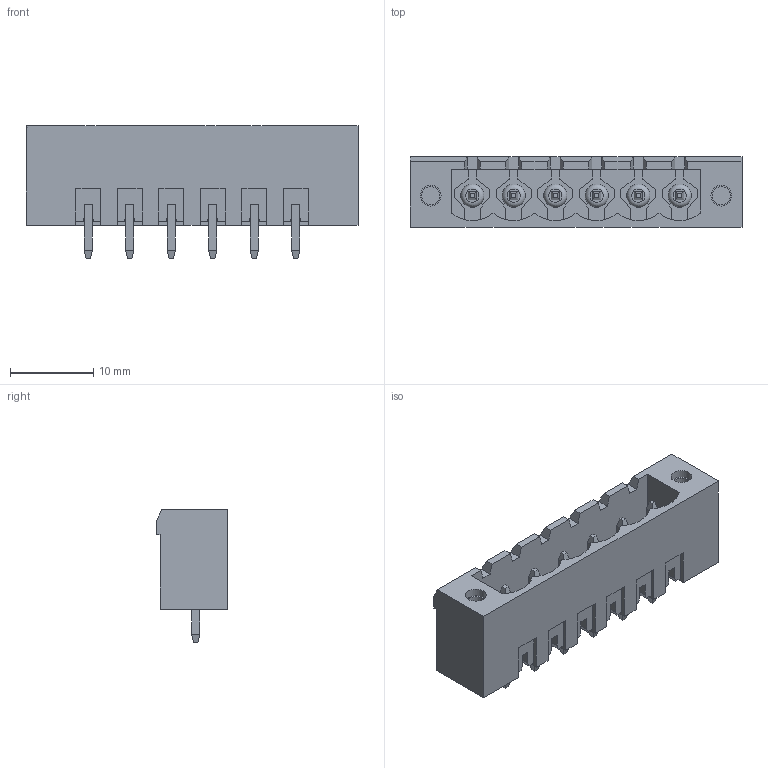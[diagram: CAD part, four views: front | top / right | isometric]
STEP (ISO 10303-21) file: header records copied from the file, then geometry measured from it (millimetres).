
FILE_DESCRIPTION( ( 'Unknown' ), '1' );
FILE_NAME( '691318700006.stp', 'Unknown', ( 'Unknown' ), ( 'Unknown' ), 'PSStep 14.0', 'Unknown', ' ' );
FILE_SCHEMA( ( 'AUTOMOTIVE_DESIGN { 1 0 10303 214 1 1 1 1 }' ) );
Length unit declared in the file: millimetre
Products named in the file (4): Assem1; 6913187000xx_PIN; 6913187000xx_INSERT; 691311700106
Assembly tree (9 placements, depth 2):
  Assem1
    6913187000xx_PIN  x6
    6913187000xx_INSERT  x2
    691311700106
Bounding box: 40 x 8.5 x 16 mm (x, y, z)
Volume: 1717.5 mm3; surface area: 4405.6 mm2
Topology: 9 solids, 9 shells, 368 faces, 963 edges, 621 vertices
Faces by surface type: plane 338, cylinder 20, torus 10
Full cylindrical faces by diameter (mm): 2.2 x2, 2.5 x2, 2.8 x6
Entity records: 11530 total; most frequent: CARTESIAN_POINT 1840, ORIENTED_EDGE 1548, DIRECTION 1412, EDGE_CURVE 774, LINE 704, VECTOR 704, VERTEX_POINT 518, AXIS2_PLACEMENT_3D 354
